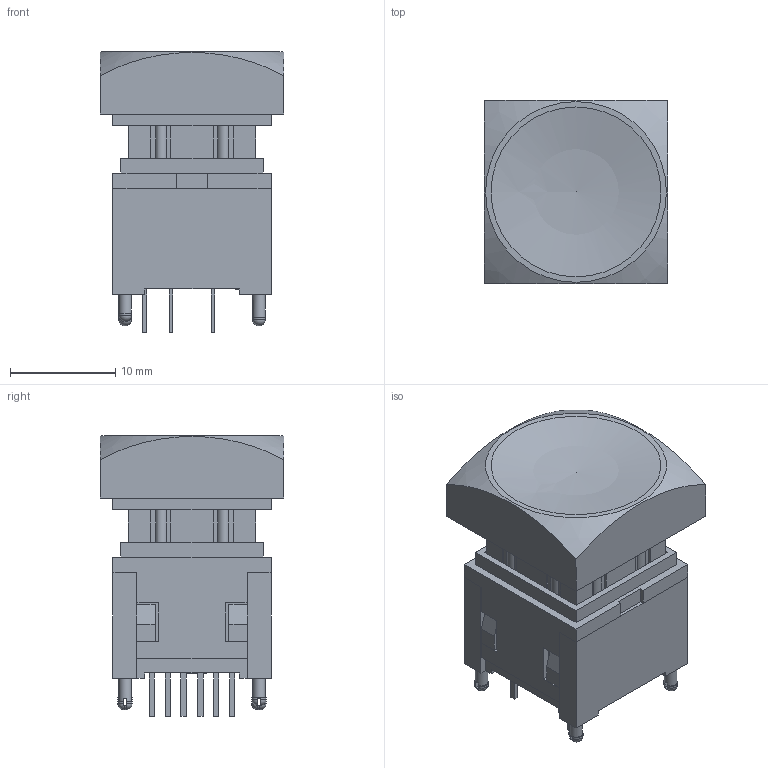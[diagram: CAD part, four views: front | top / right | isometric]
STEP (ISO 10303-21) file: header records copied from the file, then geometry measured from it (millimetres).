
FILE_DESCRIPTION(/* description */ (''),/* implementation_level */ '2;1');
FILE_NAME(/* name */ 'LP11xx1NCSRGB.stp',/* time_stamp */ '2025-05-22T15:08:41-05:00',/* author */ ('mroman'),/* organization */ (''),/* preprocessor_version */ 'ST-DEVELOPER v18.1',/* originating_system */ 'Autodesk Inventor 2022',/* authorisation */ '');
FILE_SCHEMA (('AUTOMOTIVE_DESIGN { 1 0 10303 214 3 1 1 }'));
Length unit declared in the file: centimetre
Products named in the file (1): LP11xx1NCSRGB
Bounding box: 17.4 x 17.4 x 26.6 mm (x, y, z)
Volume: 3265.6 mm3; surface area: 5154.1 mm2
Topology: 1 solids, 5 shells, 396 faces, 1064 edges, 696 vertices
Faces by surface type: plane 356, cylinder 30, sphere 10
Full cylindrical faces by diameter (mm): 1.2 x4
Entity records: 12213 total; most frequent: CARTESIAN_POINT 2154, ORIENTED_EDGE 2122, DIRECTION 1964, EDGE_CURVE 1061, LINE 952, VECTOR 952, VERTEX_POINT 696, AXIS2_PLACEMENT_3D 506
